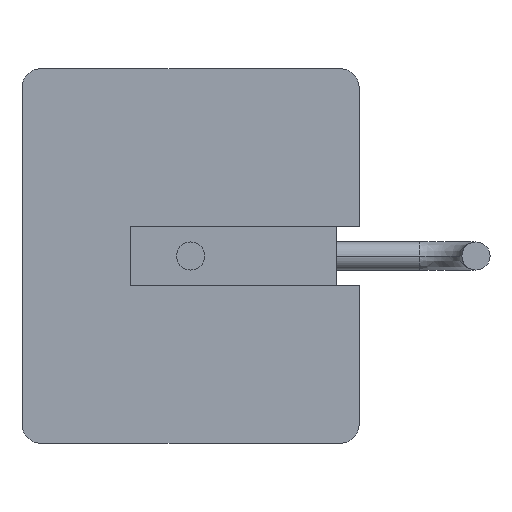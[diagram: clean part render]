
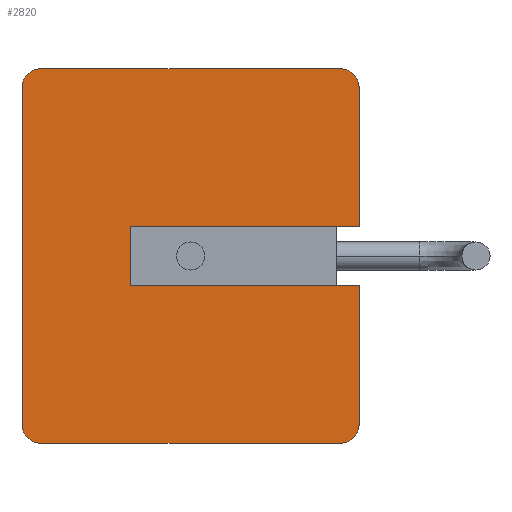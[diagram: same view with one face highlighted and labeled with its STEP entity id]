
A CAD part, left-side view. The second image highlights one B-rep face of the part: STEP entity #2820.
In plain terms, the highlighted planar face has unit normal (-1, 0, 0).
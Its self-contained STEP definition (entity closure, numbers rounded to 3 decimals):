
#54 = ORIENTED_EDGE ( 'NONE', *, *, #472, .F. ) ;
#201 = LINE ( 'NONE', #2846, #5072 ) ;
#205 = LINE ( 'NONE', #430, #2711 ) ;
#235 = CARTESIAN_POINT ( 'NONE',  ( -11., 0., -5. ) ) ;
#302 = VECTOR ( 'NONE', #5057, 1000. ) ;
#358 = CARTESIAN_POINT ( 'NONE',  ( -11., 0., 4.5 ) ) ;
#430 = CARTESIAN_POINT ( 'NONE',  ( -11., 0., 5. ) ) ;
#443 = DIRECTION ( 'NONE',  ( 1., 0., 0. ) ) ;
#472 = EDGE_CURVE ( 'NONE', #809, #3086, #1115, .T. ) ;
#642 = CARTESIAN_POINT ( 'NONE',  ( -11., 0., -5. ) ) ;
#693 = DIRECTION ( 'NONE',  ( 0., 0., 1. ) ) ;
#702 = VERTEX_POINT ( 'NONE', #3058 ) ;
#809 = VERTEX_POINT ( 'NONE', #2940 ) ;
#845 = ORIENTED_EDGE ( 'NONE', *, *, #2760, .T. ) ;
#1028 = ORIENTED_EDGE ( 'NONE', *, *, #4204, .T. ) ;
#1115 = CIRCLE ( 'NONE', #4884, 0.5 ) ;
#1164 = DIRECTION ( 'NONE',  ( -1., 0., 0. ) ) ;
#1268 = FACE_OUTER_BOUND ( 'NONE', #2118, .T. ) ;
#1417 = LINE ( 'NONE', #642, #5018 ) ;
#1431 = CARTESIAN_POINT ( 'NONE',  ( -11., 0., -0.8 ) ) ;
#1873 = EDGE_CURVE ( 'NONE', #702, #3875, #5004, .T. ) ;
#1964 = ORIENTED_EDGE ( 'NONE', *, *, #5586, .T. ) ;
#2077 = DIRECTION ( 'NONE',  ( 0., -1., 0. ) ) ;
#2084 = LINE ( 'NONE', #5779, #3176 ) ;
#2118 = EDGE_LOOP ( 'NONE', ( #3539, #4074, #5751, #3404, #5200, #845, #54, #3937, #1964, #4929, #1028, #2815 ) ) ;
#2169 = VERTEX_POINT ( 'NONE', #4524 ) ;
#2336 = DIRECTION ( 'NONE',  ( 0., 1., 0. ) ) ;
#2367 = CARTESIAN_POINT ( 'NONE',  ( -11., 8.5, -5. ) ) ;
#2403 = EDGE_CURVE ( 'NONE', #2844, #3875, #2923, .T. ) ;
#2426 = DIRECTION ( 'NONE',  ( 1., 0., 0. ) ) ;
#2506 = CIRCLE ( 'NONE', #2577, 0.5 ) ;
#2577 = AXIS2_PLACEMENT_3D ( 'NONE', #3991, #1164, #4460 ) ;
#2578 = VECTOR ( 'NONE', #2336, 1000. ) ;
#2710 = DIRECTION ( 'NONE',  ( -1., 0., 0. ) ) ;
#2711 = VECTOR ( 'NONE', #6144, 1000. ) ;
#2760 = EDGE_CURVE ( 'NONE', #5988, #3086, #1417, .T. ) ;
#2815 = ORIENTED_EDGE ( 'NONE', *, *, #3986, .T. ) ;
#2818 = EDGE_CURVE ( 'NONE', #702, #5988, #2506, .T. ) ;
#2820 = ADVANCED_FACE ( 'NONE', ( #1268 ), #4445, .T. ) ;
#2844 = VERTEX_POINT ( 'NONE', #5434 ) ;
#2846 = CARTESIAN_POINT ( 'NONE',  ( -11., 6.1, -5. ) ) ;
#2923 = CIRCLE ( 'NONE', #5324, 0.5 ) ;
#2940 = CARTESIAN_POINT ( 'NONE',  ( -11., 0., -4.5 ) ) ;
#2949 = LINE ( 'NONE', #5860, #4198 ) ;
#3010 = CARTESIAN_POINT ( 'NONE',  ( -11., 6.1, 0.8 ) ) ;
#3058 = CARTESIAN_POINT ( 'NONE',  ( -11., 9., -4.5 ) ) ;
#3086 = VERTEX_POINT ( 'NONE', #3794 ) ;
#3118 = VERTEX_POINT ( 'NONE', #4727 ) ;
#3176 = VECTOR ( 'NONE', #3446, 1000. ) ;
#3216 = CARTESIAN_POINT ( 'NONE',  ( -11., 9., 0. ) ) ;
#3267 = CARTESIAN_POINT ( 'NONE',  ( -11., 0.5, -4.5 ) ) ;
#3404 = ORIENTED_EDGE ( 'NONE', *, *, #1873, .F. ) ;
#3433 = CARTESIAN_POINT ( 'NONE',  ( -11., 9., 4.5 ) ) ;
#3438 = CARTESIAN_POINT ( 'NONE',  ( -11., 0., -0.8 ) ) ;
#3446 = DIRECTION ( 'NONE',  ( 0., 0., 1. ) ) ;
#3529 = DIRECTION ( 'NONE',  ( -1., 0., 0. ) ) ;
#3539 = ORIENTED_EDGE ( 'NONE', *, *, #5993, .F. ) ;
#3600 = VECTOR ( 'NONE', #3689, 1000. ) ;
#3689 = DIRECTION ( 'NONE',  ( 0., 0., 1. ) ) ;
#3727 = DIRECTION ( 'NONE',  ( 0., 0., -1. ) ) ;
#3794 = CARTESIAN_POINT ( 'NONE',  ( -11., 0.5, -5. ) ) ;
#3875 = VERTEX_POINT ( 'NONE', #3433 ) ;
#3937 = ORIENTED_EDGE ( 'NONE', *, *, #4498, .T. ) ;
#3986 = EDGE_CURVE ( 'NONE', #2169, #4921, #2084, .T. ) ;
#3991 = CARTESIAN_POINT ( 'NONE',  ( -11., 8.5, -4.5 ) ) ;
#4034 = VERTEX_POINT ( 'NONE', #3010 ) ;
#4052 = CARTESIAN_POINT ( 'NONE',  ( -11., 6.1, -0.8 ) ) ;
#4074 = ORIENTED_EDGE ( 'NONE', *, *, #5909, .T. ) ;
#4198 = VECTOR ( 'NONE', #4909, 1000. ) ;
#4204 = EDGE_CURVE ( 'NONE', #4034, #2169, #5334, .T. ) ;
#4278 = DIRECTION ( 'NONE',  ( 0., 0., 1. ) ) ;
#4445 = PLANE ( 'NONE',  #5119 ) ;
#4460 = DIRECTION ( 'NONE',  ( 0., 0., 1. ) ) ;
#4476 = CIRCLE ( 'NONE', #5661, 0.5 ) ;
#4498 = EDGE_CURVE ( 'NONE', #809, #4650, #2949, .T. ) ;
#4524 = CARTESIAN_POINT ( 'NONE',  ( -11., 0., 0.8 ) ) ;
#4570 = CARTESIAN_POINT ( 'NONE',  ( -11., 0., 0.8 ) ) ;
#4650 = VERTEX_POINT ( 'NONE', #3438 ) ;
#4727 = CARTESIAN_POINT ( 'NONE',  ( -11., 0.5, 5. ) ) ;
#4781 = VERTEX_POINT ( 'NONE', #4052 ) ;
#4884 = AXIS2_PLACEMENT_3D ( 'NONE', #3267, #443, #3727 ) ;
#4909 = DIRECTION ( 'NONE',  ( 0., 0., 1. ) ) ;
#4921 = VERTEX_POINT ( 'NONE', #358 ) ;
#4929 = ORIENTED_EDGE ( 'NONE', *, *, #5036, .T. ) ;
#5004 = LINE ( 'NONE', #3216, #3600 ) ;
#5018 = VECTOR ( 'NONE', #2077, 1000. ) ;
#5036 = EDGE_CURVE ( 'NONE', #4781, #4034, #201, .T. ) ;
#5057 = DIRECTION ( 'NONE',  ( 0., -1., 0. ) ) ;
#5072 = VECTOR ( 'NONE', #4278, 1000. ) ;
#5119 = AXIS2_PLACEMENT_3D ( 'NONE', #235, #3529, #693 ) ;
#5200 = ORIENTED_EDGE ( 'NONE', *, *, #2818, .T. ) ;
#5254 = LINE ( 'NONE', #1431, #2578 ) ;
#5276 = CARTESIAN_POINT ( 'NONE',  ( -11., 0.5, 4.5 ) ) ;
#5324 = AXIS2_PLACEMENT_3D ( 'NONE', #5545, #2710, #6020 ) ;
#5334 = LINE ( 'NONE', #4570, #302 ) ;
#5434 = CARTESIAN_POINT ( 'NONE',  ( -11., 8.5, 5. ) ) ;
#5545 = CARTESIAN_POINT ( 'NONE',  ( -11., 8.5, 4.5 ) ) ;
#5586 = EDGE_CURVE ( 'NONE', #4650, #4781, #5254, .T. ) ;
#5661 = AXIS2_PLACEMENT_3D ( 'NONE', #5276, #2426, #5732 ) ;
#5732 = DIRECTION ( 'NONE',  ( 0., 0., 1. ) ) ;
#5751 = ORIENTED_EDGE ( 'NONE', *, *, #2403, .T. ) ;
#5779 = CARTESIAN_POINT ( 'NONE',  ( -11., 0., -5. ) ) ;
#5860 = CARTESIAN_POINT ( 'NONE',  ( -11., 0., -5. ) ) ;
#5909 = EDGE_CURVE ( 'NONE', #3118, #2844, #205, .T. ) ;
#5988 = VERTEX_POINT ( 'NONE', #2367 ) ;
#5993 = EDGE_CURVE ( 'NONE', #3118, #4921, #4476, .T. ) ;
#6020 = DIRECTION ( 'NONE',  ( 0., 0., -1. ) ) ;
#6144 = DIRECTION ( 'NONE',  ( 0., 1., 0. ) ) ;
